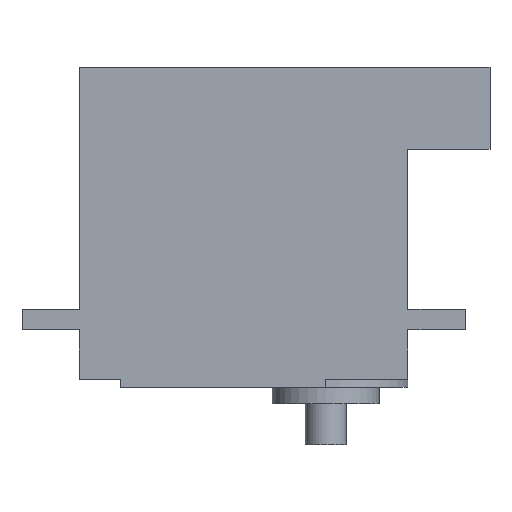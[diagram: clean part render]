
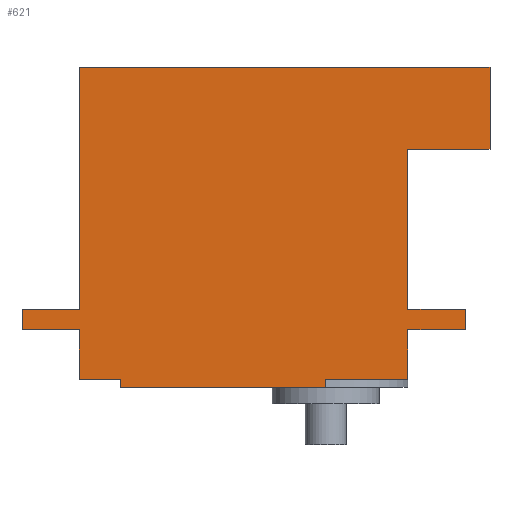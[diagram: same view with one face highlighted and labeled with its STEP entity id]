
A CAD part, front view. The second image highlights one B-rep face of the part: STEP entity #621.
In plain terms, the highlighted planar face has unit normal (0, -1, 0).
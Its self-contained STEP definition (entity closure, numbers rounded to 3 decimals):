
#70=FACE_OUTER_BOUND('',#105,.T.);
#105=EDGE_LOOP('',(#542,#543,#544,#545,#546,#547,#548,#549,#550,#551,#552,
#553,#554,#555,#556,#557,#558,#559));
#110=LINE('',#869,#181);
#111=LINE('',#872,#182);
#126=LINE('',#917,#197);
#129=LINE('',#923,#200);
#130=LINE('',#926,#201);
#143=LINE('',#961,#214);
#145=LINE('',#965,#216);
#150=LINE('',#974,#221);
#151=LINE('',#977,#222);
#155=LINE('',#984,#226);
#159=LINE('',#991,#230);
#160=LINE('',#994,#231);
#163=LINE('',#1004,#234);
#168=LINE('',#1016,#239);
#170=LINE('',#1019,#241);
#171=LINE('',#1021,#242);
#173=LINE('',#1024,#244);
#177=LINE('',#1035,#248);
#181=VECTOR('',#698,10.);
#182=VECTOR('',#701,10.);
#197=VECTOR('',#744,10.);
#200=VECTOR('',#749,10.);
#201=VECTOR('',#752,10.);
#214=VECTOR('',#783,10.);
#216=VECTOR('',#787,10.);
#221=VECTOR('',#794,10.);
#222=VECTOR('',#797,10.);
#226=VECTOR('',#803,10.);
#230=VECTOR('',#809,10.);
#231=VECTOR('',#812,10.);
#234=VECTOR('',#821,10.);
#239=VECTOR('',#830,10.);
#241=VECTOR('',#834,10.);
#242=VECTOR('',#837,10.);
#244=VECTOR('',#841,10.);
#248=VECTOR('',#857,10.);
#250=VERTEX_POINT('',#863);
#252=VERTEX_POINT('',#867);
#253=VERTEX_POINT('',#871);
#268=VERTEX_POINT('',#913);
#269=VERTEX_POINT('',#915);
#271=VERTEX_POINT('',#921);
#272=VERTEX_POINT('',#925);
#284=VERTEX_POINT('',#958);
#285=VERTEX_POINT('',#960);
#286=VERTEX_POINT('',#964);
#289=VERTEX_POINT('',#972);
#290=VERTEX_POINT('',#976);
#294=VERTEX_POINT('',#989);
#295=VERTEX_POINT('',#993);
#298=VERTEX_POINT('',#1001);
#299=VERTEX_POINT('',#1003);
#302=VERTEX_POINT('',#1010);
#304=VERTEX_POINT('',#1014);
#309=EDGE_CURVE('',#250,#252,#110,.T.);
#310=EDGE_CURVE('',#253,#252,#111,.T.);
#332=EDGE_CURVE('',#268,#269,#126,.T.);
#335=EDGE_CURVE('',#271,#269,#129,.T.);
#336=EDGE_CURVE('',#272,#268,#130,.T.);
#353=EDGE_CURVE('',#284,#285,#143,.T.);
#355=EDGE_CURVE('',#285,#286,#145,.T.);
#360=EDGE_CURVE('',#284,#289,#150,.T.);
#361=EDGE_CURVE('',#290,#272,#151,.T.);
#365=EDGE_CURVE('',#271,#250,#155,.T.);
#369=EDGE_CURVE('',#294,#289,#159,.T.);
#370=EDGE_CURVE('',#286,#295,#160,.T.);
#375=EDGE_CURVE('',#298,#299,#163,.T.);
#381=EDGE_CURVE('',#302,#304,#168,.T.);
#383=EDGE_CURVE('',#299,#304,#170,.T.);
#384=EDGE_CURVE('',#302,#294,#171,.T.);
#386=EDGE_CURVE('',#290,#298,#173,.T.);
#391=EDGE_CURVE('',#295,#253,#177,.T.);
#542=ORIENTED_EDGE('',*,*,#361,.T.);
#543=ORIENTED_EDGE('',*,*,#336,.T.);
#544=ORIENTED_EDGE('',*,*,#332,.T.);
#545=ORIENTED_EDGE('',*,*,#335,.F.);
#546=ORIENTED_EDGE('',*,*,#365,.T.);
#547=ORIENTED_EDGE('',*,*,#309,.T.);
#548=ORIENTED_EDGE('',*,*,#310,.F.);
#549=ORIENTED_EDGE('',*,*,#391,.F.);
#550=ORIENTED_EDGE('',*,*,#370,.F.);
#551=ORIENTED_EDGE('',*,*,#355,.F.);
#552=ORIENTED_EDGE('',*,*,#353,.F.);
#553=ORIENTED_EDGE('',*,*,#360,.T.);
#554=ORIENTED_EDGE('',*,*,#369,.F.);
#555=ORIENTED_EDGE('',*,*,#384,.F.);
#556=ORIENTED_EDGE('',*,*,#381,.T.);
#557=ORIENTED_EDGE('',*,*,#383,.F.);
#558=ORIENTED_EDGE('',*,*,#375,.F.);
#559=ORIENTED_EDGE('',*,*,#386,.F.);
#588=PLANE('',#689);
#621=ADVANCED_FACE('',(#70),#588,.T.);
#689=AXIS2_PLACEMENT_3D('',#1034,#855,#856);
#698=DIRECTION('',(1.,0.,0.));
#701=DIRECTION('',(0.,0.,-1.));
#744=DIRECTION('',(0.,0.,1.));
#749=DIRECTION('',(1.,0.,0.));
#752=DIRECTION('',(1.,0.,0.));
#783=DIRECTION('',(0.,0.,1.));
#787=DIRECTION('',(1.,0.,0.));
#794=DIRECTION('',(1.,0.,0.));
#797=DIRECTION('',(0.,0.,1.));
#803=DIRECTION('',(0.,0.,1.));
#809=DIRECTION('',(0.,0.,1.));
#812=DIRECTION('',(0.,0.,1.));
#821=DIRECTION('',(0.,0.,-1.));
#830=DIRECTION('',(0.,0.,-1.));
#834=DIRECTION('',(-1.,0.,0.));
#837=DIRECTION('',(-1.,0.,0.));
#841=DIRECTION('',(-1.,0.,0.));
#855=DIRECTION('center_axis',(0.,-1.,0.));
#856=DIRECTION('ref_axis',(1.,0.,0.));
#857=DIRECTION('',(1.,0.,0.));
#863=CARTESIAN_POINT('',(47.,0.,18.));
#867=CARTESIAN_POINT('',(57.,0.,18.));
#869=CARTESIAN_POINT('',(47.,0.,18.));
#871=CARTESIAN_POINT('',(57.,0.,28.));
#872=CARTESIAN_POINT('',(57.,0.,28.));
#913=CARTESIAN_POINT('',(54.,0.,-4.));
#915=CARTESIAN_POINT('',(54.,0.,-1.5));
#917=CARTESIAN_POINT('',(54.,0.,-4.));
#921=CARTESIAN_POINT('',(47.,0.,-1.5));
#923=CARTESIAN_POINT('',(47.,0.,-1.5));
#925=CARTESIAN_POINT('',(47.,0.,-4.));
#926=CARTESIAN_POINT('',(47.,0.,-4.));
#958=CARTESIAN_POINT('',(0.,0.,-4.));
#960=CARTESIAN_POINT('',(0.,0.,-1.5));
#961=CARTESIAN_POINT('',(0.,0.,-4.));
#964=CARTESIAN_POINT('',(7.,0.,-1.5));
#965=CARTESIAN_POINT('',(0.,0.,-1.5));
#972=CARTESIAN_POINT('',(7.,0.,-4.));
#974=CARTESIAN_POINT('',(0.,0.,-4.));
#976=CARTESIAN_POINT('',(47.,0.,-10.));
#977=CARTESIAN_POINT('',(47.,0.,0.));
#984=CARTESIAN_POINT('',(47.,0.,0.));
#989=CARTESIAN_POINT('',(7.,0.,-10.));
#991=CARTESIAN_POINT('',(7.,0.,0.));
#993=CARTESIAN_POINT('',(7.,0.,28.));
#994=CARTESIAN_POINT('',(7.,0.,0.));
#1001=CARTESIAN_POINT('',(37.,0.,-10.));
#1003=CARTESIAN_POINT('',(37.,0.,-11.));
#1004=CARTESIAN_POINT('',(37.,0.,-10.));
#1010=CARTESIAN_POINT('',(12.,0.,-10.));
#1014=CARTESIAN_POINT('',(12.,0.,-11.));
#1016=CARTESIAN_POINT('',(12.,0.,-10.));
#1019=CARTESIAN_POINT('',(47.,0.,-11.));
#1021=CARTESIAN_POINT('',(7.,0.,-10.));
#1024=CARTESIAN_POINT('',(7.,0.,-10.));
#1034=CARTESIAN_POINT('Origin',(7.,0.,0.));
#1035=CARTESIAN_POINT('',(7.,0.,28.));
